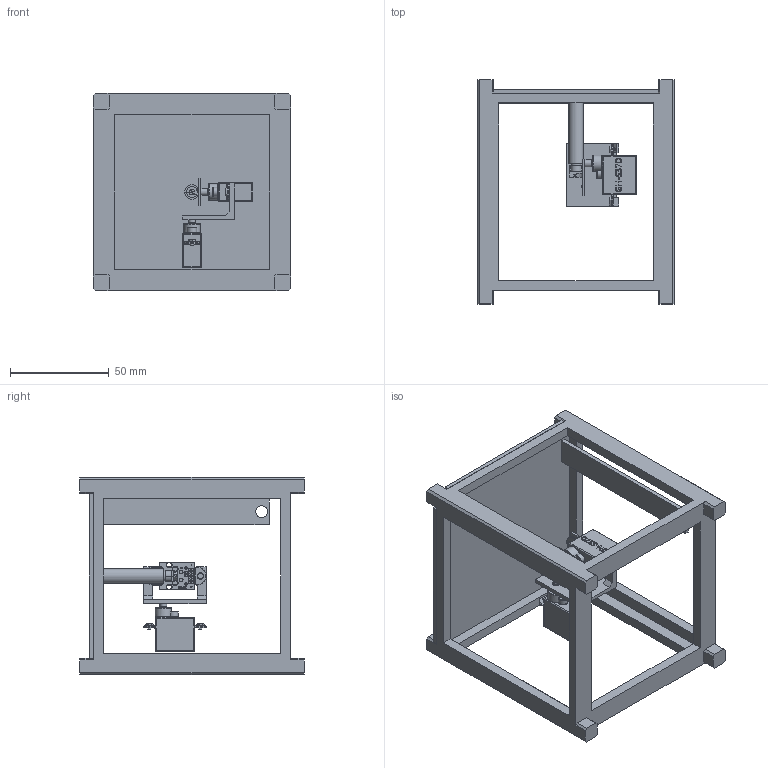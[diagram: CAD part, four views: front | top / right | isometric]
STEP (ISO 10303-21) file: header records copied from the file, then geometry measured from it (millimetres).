
FILE_DESCRIPTION(('STEP AP242'), '1');
FILE_NAME('栖闉罻 扷摙僗', '', ('UNSPECIFIED'), ('UNSPECIFIED'), 'C3D Converter', 'C3D Toolkit', '');
FILE_SCHEMA(('AP242_MANAGED_MODEL_BASED_3D_ENGINEERING_MIM_LF { 1 0 10303 442 1 1 4 }'));
Length unit declared in the file: millimetre
Products named in the file (8): Gh-S37D Servo; KY-008
Assembly tree (11 placements, depth 3):
  (unnamed)
    (unnamed)
    (unnamed)
    (unnamed)
      Gh-S37D Servo  x2
      KY-008
      (unnamed)
      (unnamed)  x4
Bounding box: 100 x 113.5 x 100 mm (x, y, z)
Volume: 94985.8 mm3; surface area: 67019.8 mm2
Topology: 10 solids, 10 shells, 940 faces, 2501 edges, 1635 vertices
Faces by surface type: plane 523, bspline 198, cylinder 149, torus 50, sphere 12, cone 8
Full cylindrical faces by diameter (mm): 0.8 x3, 1 x6, 1.2 x6, 1.4 x12, 1.5 x2, 1.6 x4, 1.8 x4, 1.9 x4, 2 x2, 2.5 x4, 2.9 x7, 3 x2, 3.207 x2, 3.5 x5, 5.1 x1, 5.5 x2, 6 x1, 7.5 x1, 8.3 x2
Entity records: 41975 total; most frequent: CARTESIAN_POINT 21636, ORIENTED_EDGE 3632, DIRECTION 2961, EDGE_CURVE 1816, VERTEX_POINT 1259, LINE 1097, VECTOR 1097, AXIS2_PLACEMENT_3D 932
